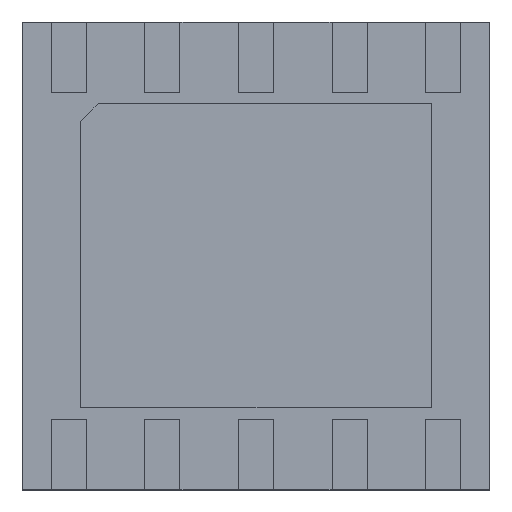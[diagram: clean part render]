
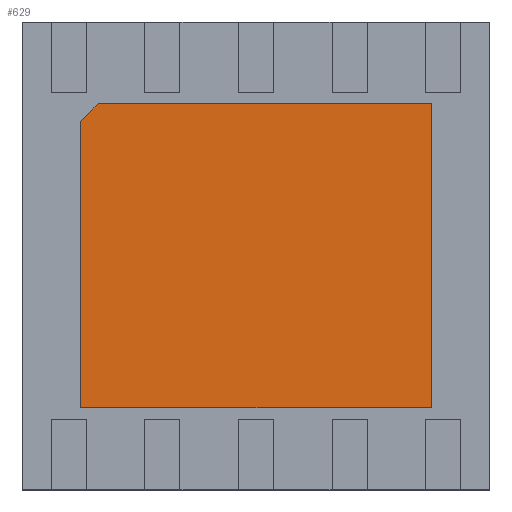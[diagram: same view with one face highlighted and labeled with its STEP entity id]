
A CAD part, top view. The second image highlights one B-rep face of the part: STEP entity #629.
In plain terms, the highlighted planar face has unit normal (0, 0, 1).
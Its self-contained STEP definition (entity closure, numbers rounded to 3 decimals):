
#135 = LINE ( 'NONE', #2641, #2969 ) ;
#339 = CARTESIAN_POINT ( 'NONE',  ( 1.5, 1.3, 0.8 ) ) ;
#503 = EDGE_CURVE ( 'NONE', #4151, #576, #702, .T. ) ;
#517 = FACE_OUTER_BOUND ( 'NONE', #3386, .T. ) ;
#542 = ORIENTED_EDGE ( 'NONE', *, *, #2317, .T. ) ;
#576 = VERTEX_POINT ( 'NONE', #1301 ) ;
#629 = ADVANCED_FACE ( 'NONE', ( #517 ), #1342, .T. ) ;
#702 = LINE ( 'NONE', #2145, #3497 ) ;
#721 = CARTESIAN_POINT ( 'NONE',  ( 1.5, -1.3, 0.8 ) ) ;
#988 = VECTOR ( 'NONE', #4598, 1000. ) ;
#1286 = EDGE_CURVE ( 'NONE', #576, #2928, #1966, .T. ) ;
#1301 = CARTESIAN_POINT ( 'NONE',  ( -1.5, 1.15, 0.8 ) ) ;
#1342 = PLANE ( 'NONE',  #4340 ) ;
#1360 = DIRECTION ( 'NONE',  ( 0., 0., 1. ) ) ;
#1452 = CARTESIAN_POINT ( 'NONE',  ( 1.5, -1.3, 0.8 ) ) ;
#1573 = ORIENTED_EDGE ( 'NONE', *, *, #2501, .T. ) ;
#1966 = LINE ( 'NONE', #3884, #988 ) ;
#2046 = EDGE_CURVE ( 'NONE', #3685, #4372, #3342, .T. ) ;
#2145 = CARTESIAN_POINT ( 'NONE',  ( -1.35, 1.3, 0.8 ) ) ;
#2266 = CARTESIAN_POINT ( 'NONE',  ( -1.5, -1.3, 0.8 ) ) ;
#2317 = EDGE_CURVE ( 'NONE', #4372, #4151, #3131, .T. ) ;
#2380 = ORIENTED_EDGE ( 'NONE', *, *, #1286, .T. ) ;
#2501 = EDGE_CURVE ( 'NONE', #2928, #3685, #135, .T. ) ;
#2561 = DIRECTION ( 'NONE',  ( -1., 0., 0. ) ) ;
#2641 = CARTESIAN_POINT ( 'NONE',  ( -1.5, -1.3, 0.8 ) ) ;
#2690 = CARTESIAN_POINT ( 'NONE',  ( -1.35, 1.3, 0.8 ) ) ;
#2928 = VERTEX_POINT ( 'NONE', #2266 ) ;
#2969 = VECTOR ( 'NONE', #3732, 1000. ) ;
#3131 = LINE ( 'NONE', #339, #3986 ) ;
#3342 = LINE ( 'NONE', #721, #4305 ) ;
#3386 = EDGE_LOOP ( 'NONE', ( #3637, #542, #4164, #2380, #1573 ) ) ;
#3497 = VECTOR ( 'NONE', #4689, 1000. ) ;
#3564 = CARTESIAN_POINT ( 'NONE',  ( 0., 0., 0.8 ) ) ;
#3637 = ORIENTED_EDGE ( 'NONE', *, *, #2046, .T. ) ;
#3638 = DIRECTION ( 'NONE',  ( 0., 1., 0. ) ) ;
#3685 = VERTEX_POINT ( 'NONE', #1452 ) ;
#3732 = DIRECTION ( 'NONE',  ( 1., 0., 0. ) ) ;
#3884 = CARTESIAN_POINT ( 'NONE',  ( -1.5, 1.15, 0.8 ) ) ;
#3941 = DIRECTION ( 'NONE',  ( 1., 0., 0. ) ) ;
#3986 = VECTOR ( 'NONE', #2561, 1000. ) ;
#4151 = VERTEX_POINT ( 'NONE', #2690 ) ;
#4164 = ORIENTED_EDGE ( 'NONE', *, *, #503, .T. ) ;
#4259 = CARTESIAN_POINT ( 'NONE',  ( 1.5, 1.3, 0.8 ) ) ;
#4305 = VECTOR ( 'NONE', #3638, 1000. ) ;
#4340 = AXIS2_PLACEMENT_3D ( 'NONE', #3564, #1360, #3941 ) ;
#4372 = VERTEX_POINT ( 'NONE', #4259 ) ;
#4598 = DIRECTION ( 'NONE',  ( 0., -1., 0. ) ) ;
#4689 = DIRECTION ( 'NONE',  ( -0.707, -0.707, 0. ) ) ;
